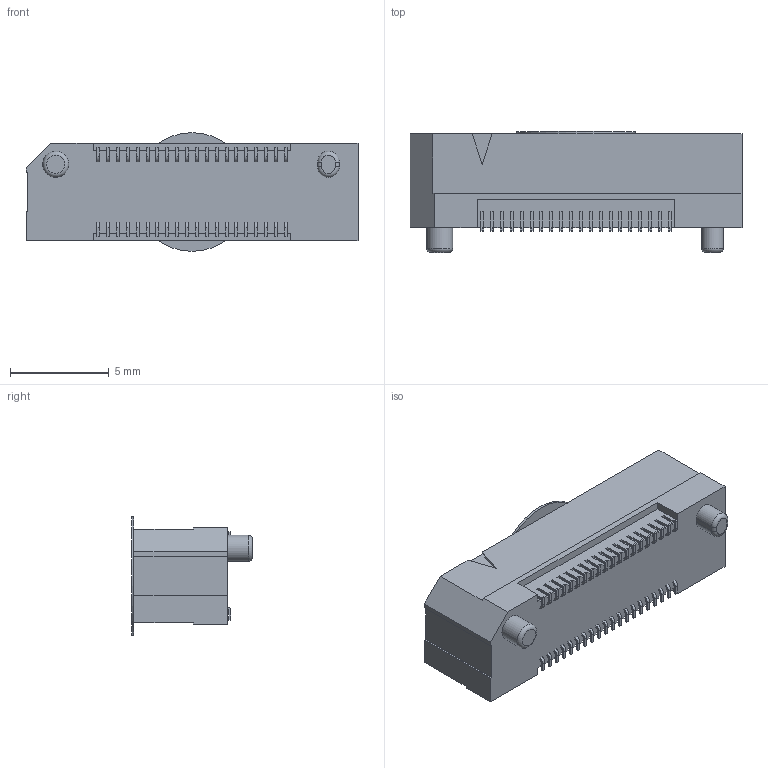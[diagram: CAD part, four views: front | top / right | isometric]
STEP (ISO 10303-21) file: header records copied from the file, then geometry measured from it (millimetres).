
FILE_DESCRIPTION(/* description */ ('STEP AP214'),/* implementation_level */ '2;1');
FILE_NAME(/* name */ 'ERF5-020-05.0-L-DV-K-TR',/* time_stamp */ '2024-07-05T09:33:17+02:00',/* author */ ('License CC BY-ND 4.0'),/* organization */ ('CADENAS'),/* preprocessor_version */ 'ST-DEVELOPER v19.3',/* originating_system */ 'PARTsolutions',/* authorisation */ ' ');
FILE_SCHEMA (('AUTOMOTIVE_DESIGN {1 0 10303 214 3 1 1}'));
Length unit declared in the file: millimetre
Products named in the file (5): ERF5-020-05.0-L-DV-K-TR; ERF5-020-05.0-DV_socket; C-247-020-05.0; C-247-020-05.02; K-DOT-.236-.343-.005_polyamide_pick
Assembly tree (4 placements, depth 2):
  ERF5-020-05.0-L-DV-K-TR
    ERF5-020-05.0-DV_socket
    C-247-020-05.0
    C-247-020-05.02
    K-DOT-.236-.343-.005_polyamide_pick
Bounding box: 16.8 x 6.12 x 6 mm (x, y, z)
Volume: 226.9 mm3; surface area: 932.5 mm2
Topology: 4 solids, 4 shells, 1132 faces, 3359 edges, 2238 vertices
Faces by surface type: plane 1043, cylinder 86, torus 3
Full cylindrical faces by diameter (mm): 1.32 x1, 6 x1
Entity records: 37352 total; most frequent: CARTESIAN_POINT 6729, ORIENTED_EDGE 6710, DIRECTION 5804, EDGE_CURVE 3355, LINE 3180, VECTOR 3180, VERTEX_POINT 2237, AXIS2_PLACEMENT_3D 1312
